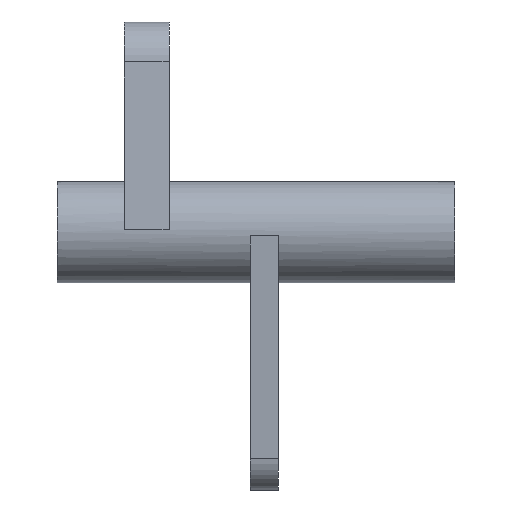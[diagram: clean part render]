
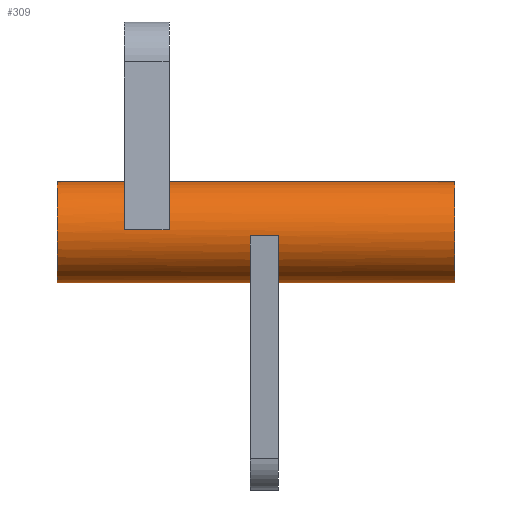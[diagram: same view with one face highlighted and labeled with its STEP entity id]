
A CAD part, left-side view. The second image highlights one B-rep face of the part: STEP entity #309.
In plain terms, the highlighted cylindrical face has radius 9 mm (diameter 18 mm), a partial arc.
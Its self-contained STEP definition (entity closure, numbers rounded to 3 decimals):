
#4 = CIRCLE ( 'NONE', #111, 9. ) ;
#8 = CARTESIAN_POINT ( 'NONE',  ( 0., 36.5, 0. ) ) ;
#14 = AXIS2_PLACEMENT_3D ( 'NONE', #565, #212, #330 ) ;
#18 = ORIENTED_EDGE ( 'NONE', *, *, #474, .T. ) ;
#23 = DIRECTION ( 'NONE',  ( 0., -1., 0. ) ) ;
#43 = CARTESIAN_POINT ( 'NONE',  ( 0., 0., -9. ) ) ;
#46 = DIRECTION ( 'NONE',  ( 0., 0., 1. ) ) ;
#70 = ORIENTED_EDGE ( 'NONE', *, *, #670, .F. ) ;
#72 = ORIENTED_EDGE ( 'NONE', *, *, #282, .F. ) ;
#88 = CARTESIAN_POINT ( 'NONE',  ( -8.975, 31.5, -0.675 ) ) ;
#89 = CYLINDRICAL_SURFACE ( 'NONE', #637, 9. ) ;
#91 = VERTEX_POINT ( 'NONE', #43 ) ;
#98 = VERTEX_POINT ( 'NONE', #162 ) ;
#105 = AXIS2_PLACEMENT_3D ( 'NONE', #187, #371, #481 ) ;
#110 = CARTESIAN_POINT ( 'NONE',  ( 0., 0., 0. ) ) ;
#111 = AXIS2_PLACEMENT_3D ( 'NONE', #110, #515, #754 ) ;
#113 = LINE ( 'NONE', #121, #620 ) ;
#121 = CARTESIAN_POINT ( 'NONE',  ( -8.975, 36.5, -0.675 ) ) ;
#123 = DIRECTION ( 'NONE',  ( 0., 0., 1. ) ) ;
#141 = CARTESIAN_POINT ( 'NONE',  ( 0., 59., 0. ) ) ;
#145 = DIRECTION ( 'NONE',  ( 0., 0., 1. ) ) ;
#152 = ORIENTED_EDGE ( 'NONE', *, *, #714, .T. ) ;
#161 = LINE ( 'NONE', #390, #348 ) ;
#162 = CARTESIAN_POINT ( 'NONE',  ( 0., 51., 9. ) ) ;
#178 = ORIENTED_EDGE ( 'NONE', *, *, #378, .F. ) ;
#185 = VECTOR ( 'NONE', #255, 1000. ) ;
#187 = CARTESIAN_POINT ( 'NONE',  ( 0., 71., 0. ) ) ;
#202 = CARTESIAN_POINT ( 'NONE',  ( -8.975, 36.5, -0.675 ) ) ;
#204 = CARTESIAN_POINT ( 'NONE',  ( 0., 71., 9. ) ) ;
#212 = DIRECTION ( 'NONE',  ( 0., 1., 0. ) ) ;
#217 = DIRECTION ( 'NONE',  ( 0., -1., 0. ) ) ;
#221 = DIRECTION ( 'NONE',  ( 0., 1., 0. ) ) ;
#226 = VECTOR ( 'NONE', #321, 1000. ) ;
#237 = CARTESIAN_POINT ( 'NONE',  ( 0., 71., -9. ) ) ;
#243 = DIRECTION ( 'NONE',  ( 0., -1., 0. ) ) ;
#255 = DIRECTION ( 'NONE',  ( 0., -1., 0. ) ) ;
#267 = DIRECTION ( 'NONE',  ( 0., 1., 0. ) ) ;
#271 = AXIS2_PLACEMENT_3D ( 'NONE', #346, #221, #123 ) ;
#277 = CIRCLE ( 'NONE', #105, 9. ) ;
#282 = EDGE_CURVE ( 'NONE', #496, #686, #368, .T. ) ;
#283 = DIRECTION ( 'NONE',  ( 0., -1., 0. ) ) ;
#296 = ORIENTED_EDGE ( 'NONE', *, *, #519, .F. ) ;
#297 = EDGE_CURVE ( 'NONE', #91, #382, #4, .T. ) ;
#300 = AXIS2_PLACEMENT_3D ( 'NONE', #141, #552, #145 ) ;
#306 = ORIENTED_EDGE ( 'NONE', *, *, #757, .F. ) ;
#308 = VERTEX_POINT ( 'NONE', #527 ) ;
#309 = ADVANCED_FACE ( 'NONE', ( #642 ), #89, .T. ) ;
#313 = ORIENTED_EDGE ( 'NONE', *, *, #591, .T. ) ;
#321 = DIRECTION ( 'NONE',  ( 0., -1., 0. ) ) ;
#325 = VECTOR ( 'NONE', #243, 1000. ) ;
#328 = EDGE_CURVE ( 'NONE', #736, #308, #631, .T. ) ;
#330 = DIRECTION ( 'NONE',  ( 0., 0., 1. ) ) ;
#339 = CIRCLE ( 'NONE', #300, 9. ) ;
#346 = CARTESIAN_POINT ( 'NONE',  ( 0., 31.5, 0. ) ) ;
#348 = VECTOR ( 'NONE', #217, 1000. ) ;
#367 = LINE ( 'NONE', #767, #325 ) ;
#368 = CIRCLE ( 'NONE', #271, 9. ) ;
#371 = DIRECTION ( 'NONE',  ( 0., 1., 0. ) ) ;
#373 = ORIENTED_EDGE ( 'NONE', *, *, #567, .T. ) ;
#378 = EDGE_CURVE ( 'NONE', #600, #98, #669, .T. ) ;
#382 = VERTEX_POINT ( 'NONE', #493 ) ;
#390 = CARTESIAN_POINT ( 'NONE',  ( 0., 71., 9. ) ) ;
#397 = ORIENTED_EDGE ( 'NONE', *, *, #623, .F. ) ;
#405 = CARTESIAN_POINT ( 'NONE',  ( 0., 71., 9. ) ) ;
#455 = DIRECTION ( 'NONE',  ( 0., 0., -1. ) ) ;
#459 = VERTEX_POINT ( 'NONE', #581 ) ;
#460 = VERTEX_POINT ( 'NONE', #405 ) ;
#464 = CARTESIAN_POINT ( 'NONE',  ( 0., 31.5, -9. ) ) ;
#474 = EDGE_CURVE ( 'NONE', #614, #686, #113, .T. ) ;
#481 = DIRECTION ( 'NONE',  ( 0., 0., 1. ) ) ;
#484 = CARTESIAN_POINT ( 'NONE',  ( -8.989, 51., 0.45 ) ) ;
#491 = LINE ( 'NONE', #204, #542 ) ;
#493 = CARTESIAN_POINT ( 'NONE',  ( 0., 0., 9. ) ) ;
#496 = VERTEX_POINT ( 'NONE', #464 ) ;
#515 = DIRECTION ( 'NONE',  ( 0., 1., 0. ) ) ;
#519 = EDGE_CURVE ( 'NONE', #580, #600, #737, .T. ) ;
#527 = CARTESIAN_POINT ( 'NONE',  ( 0., 36.5, -9. ) ) ;
#530 = DIRECTION ( 'NONE',  ( 0., -1., 0. ) ) ;
#542 = VECTOR ( 'NONE', #23, 1000. ) ;
#552 = DIRECTION ( 'NONE',  ( 0., 1., 0. ) ) ;
#565 = CARTESIAN_POINT ( 'NONE',  ( 0., 51., 0. ) ) ;
#567 = EDGE_CURVE ( 'NONE', #580, #459, #339, .T. ) ;
#580 = VERTEX_POINT ( 'NONE', #727 ) ;
#581 = CARTESIAN_POINT ( 'NONE',  ( 0., 59., 9. ) ) ;
#583 = CARTESIAN_POINT ( 'NONE',  ( 0., 71., 0. ) ) ;
#591 = EDGE_CURVE ( 'NONE', #308, #614, #746, .T. ) ;
#600 = VERTEX_POINT ( 'NONE', #484 ) ;
#614 = VERTEX_POINT ( 'NONE', #202 ) ;
#620 = VECTOR ( 'NONE', #530, 1000. ) ;
#623 = EDGE_CURVE ( 'NONE', #98, #382, #161, .T. ) ;
#631 = LINE ( 'NONE', #237, #226 ) ;
#637 = AXIS2_PLACEMENT_3D ( 'NONE', #583, #283, #455 ) ;
#642 = FACE_OUTER_BOUND ( 'NONE', #662, .T. ) ;
#662 = EDGE_LOOP ( 'NONE', ( #306, #70, #771, #313, #18, #72, #152, #699, #397, #178, #296, #373 ) ) ;
#664 = CARTESIAN_POINT ( 'NONE',  ( 0., 71., -9. ) ) ;
#669 = CIRCLE ( 'NONE', #14, 9. ) ;
#670 = EDGE_CURVE ( 'NONE', #736, #460, #277, .T. ) ;
#686 = VERTEX_POINT ( 'NONE', #88 ) ;
#699 = ORIENTED_EDGE ( 'NONE', *, *, #297, .T. ) ;
#709 = CARTESIAN_POINT ( 'NONE',  ( -8.989, 59., 0.45 ) ) ;
#714 = EDGE_CURVE ( 'NONE', #496, #91, #367, .T. ) ;
#727 = CARTESIAN_POINT ( 'NONE',  ( -8.989, 59., 0.45 ) ) ;
#736 = VERTEX_POINT ( 'NONE', #664 ) ;
#737 = LINE ( 'NONE', #709, #185 ) ;
#746 = CIRCLE ( 'NONE', #768, 9. ) ;
#754 = DIRECTION ( 'NONE',  ( 0., 0., 1. ) ) ;
#757 = EDGE_CURVE ( 'NONE', #460, #459, #491, .T. ) ;
#767 = CARTESIAN_POINT ( 'NONE',  ( 0., 71., -9. ) ) ;
#768 = AXIS2_PLACEMENT_3D ( 'NONE', #8, #267, #46 ) ;
#771 = ORIENTED_EDGE ( 'NONE', *, *, #328, .T. ) ;
